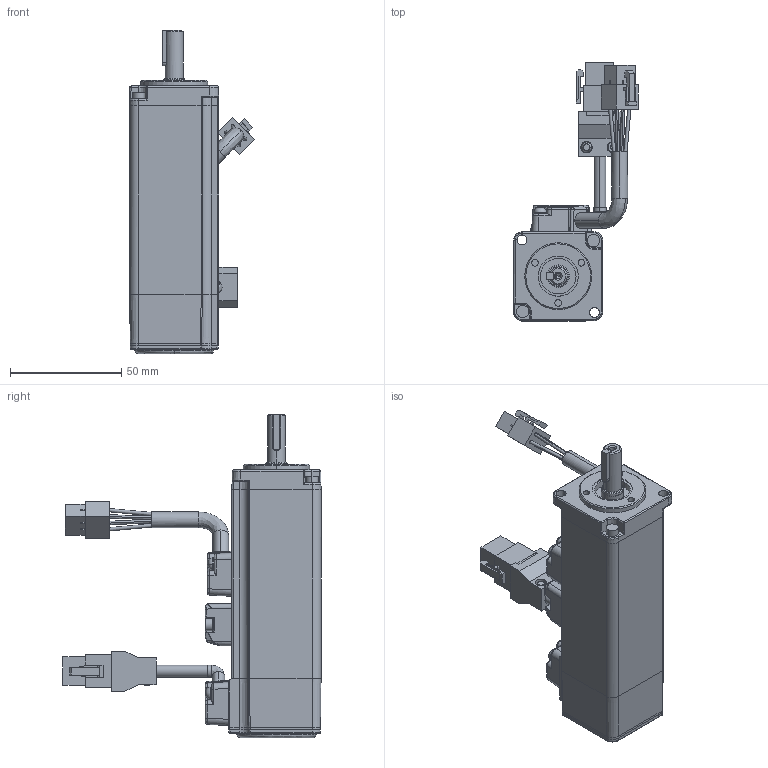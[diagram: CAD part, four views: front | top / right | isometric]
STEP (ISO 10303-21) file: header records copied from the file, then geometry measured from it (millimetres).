
FILE_DESCRIPTION (( 'STEP AP214' ), '1' );
FILE_NAME ('SV2L-201B.STEP', '2024-12-11T12:59:46', ( '' ), ( '' ), 'SwSTEP 2.0', 'SolidWorks 2021', '' );
FILE_SCHEMA (( 'AUTOMOTIVE_DESIGN' ));
Length unit declared in the file: millimetre
Products named in the file (1): SV2L-201B
Bounding box: 55.96 x 115.8 x 145.1 mm (x, y, z)
Volume: 209701.9 mm3; surface area: 33336.3 mm2
Topology: 3 solids, 3 shells, 684 faces, 1751 edges, 1109 vertices
Faces by surface type: plane 296, cylinder 231, bspline 83, cone 52, torus 22
Entity records: 25720 total; most frequent: CARTESIAN_POINT 10257, ORIENTED_EDGE 3494, DIRECTION 2764, EDGE_CURVE 1747, VERTEX_POINT 1109, AXIS2_PLACEMENT_3D 962, VECTOR 840, LINE 840
